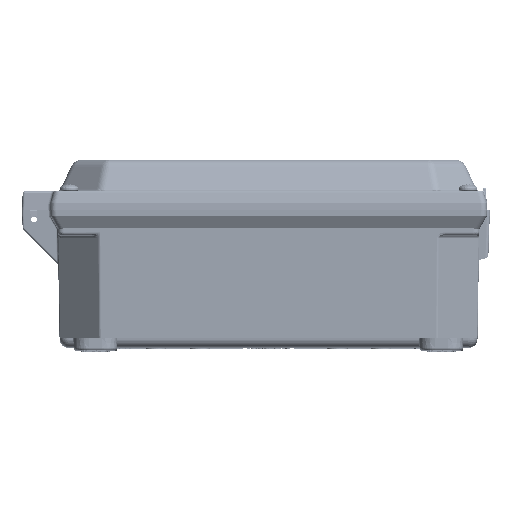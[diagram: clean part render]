
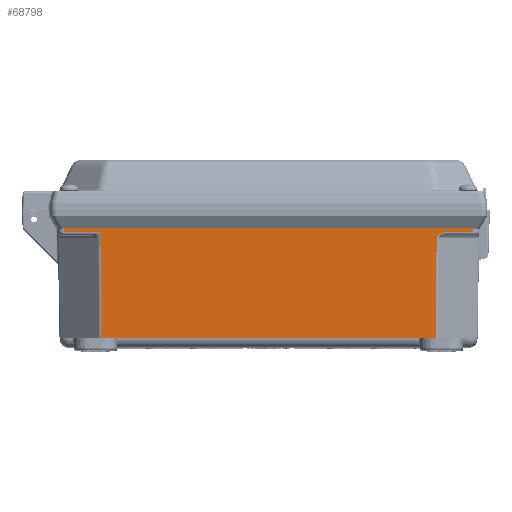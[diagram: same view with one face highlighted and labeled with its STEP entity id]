
A CAD part, top view. The second image highlights one B-rep face of the part: STEP entity #68798.
In plain terms, the highlighted planar face has unit normal (0, -0.018, 1).
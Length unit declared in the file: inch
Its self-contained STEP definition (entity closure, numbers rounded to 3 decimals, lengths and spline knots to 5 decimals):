
#3027 = CARTESIAN_POINT ( 'NONE',  ( 3.3833, -2.562, 5.06312 ) ) ;
#8669 = VECTOR ( 'NONE', #132561, 39.37008 ) ;
#9383 = CARTESIAN_POINT ( 'NONE',  ( 4.08391, -0.45208, 5.09995 ) ) ;
#11969 = FACE_OUTER_BOUND ( 'NONE', #104035, .T. ) ;
#14974 = VECTOR ( 'NONE', #101685, 39.37008 ) ;
#18593 = DIRECTION ( 'NONE',  ( 1., 0., 0. ) ) ;
#23505 = CARTESIAN_POINT ( 'NONE',  ( 3.42808, -0.45208, 5.09995 ) ) ;
#35896 = ORIENTED_EDGE ( 'NONE', *, *, #82984, .T. ) ;
#39397 = CARTESIAN_POINT ( 'NONE',  ( -3.34181, -2.562, 5.06312 ) ) ;
#41044 = CARTESIAN_POINT ( 'NONE',  ( -4.08497, -0.45208, 5.09995 ) ) ;
#41602 = CARTESIAN_POINT ( 'NONE',  ( 3.34181, -2.562, 5.06312 ) ) ;
#46193 = DIRECTION ( 'NONE',  ( 0.007, 1., 0.017 ) ) ;
#46358 = VERTEX_POINT ( 'NONE', #98907 ) ;
#48078 = EDGE_CURVE ( 'NONE', #178360, #135224, #96950, .T. ) ;
#48759 = CARTESIAN_POINT ( 'NONE',  ( 3.52939, -0.45208, 5.09995 ) ) ;
#50130 = ORIENTED_EDGE ( 'NONE', *, *, #123717, .T. ) ;
#55445 = VECTOR ( 'NONE', #76758, 39.37008 ) ;
#61299 = VECTOR ( 'NONE', #18593, 39.37008 ) ;
#62460 = LINE ( 'NONE', #77891, #190413 ) ;
#62964 = ORIENTED_EDGE ( 'NONE', *, *, #119915, .T. ) ;
#64265 = ORIENTED_EDGE ( 'NONE', *, *, #48078, .T. ) ;
#64473 = CARTESIAN_POINT ( 'NONE',  ( 4.08497, -0.45208, 5.09995 ) ) ;
#67925 = DIRECTION ( 'NONE',  ( 0., -0.017, 1. ) ) ;
#68798 = ADVANCED_FACE ( 'NONE', ( #11969 ), #160382, .T. ) ;
#69926 = CARTESIAN_POINT ( 'NONE',  ( 3.35618, -0.57392, 5.09783 ) ) ;
#72246 = VERTEX_POINT ( 'NONE', #134154 ) ;
#74563 = ORIENTED_EDGE ( 'NONE', *, *, #182494, .F. ) ;
#76758 = DIRECTION ( 'NONE',  ( -1., 0., 0. ) ) ;
#77891 = CARTESIAN_POINT ( 'NONE',  ( 3.35762, -0.37481, 5.1013 ) ) ;
#79353 = EDGE_CURVE ( 'NONE', #141051, #46358, #101316, .T. ) ;
#80780 = LINE ( 'NONE', #153297, #158064 ) ;
#81769 = LINE ( 'NONE', #162373, #159046 ) ;
#82984 = EDGE_CURVE ( 'NONE', #135224, #141051, #170773, .T. ) ;
#84659 = VERTEX_POINT ( 'NONE', #92053 ) ;
#86595 = ORIENTED_EDGE ( 'NONE', *, *, #79353, .T. ) ;
#92053 = CARTESIAN_POINT ( 'NONE',  ( -3.35706, -0.45208, 5.09995 ) ) ;
#93509 = VECTOR ( 'NONE', #105530, 39.37008 ) ;
#96950 = LINE ( 'NONE', #9383, #14974 ) ;
#98907 = CARTESIAN_POINT ( 'NONE',  ( -4.08632, -0.375, 5.1013 ) ) ;
#100997 =( BOUNDED_CURVE ( )  B_SPLINE_CURVE ( 3, ( #131363, #23505, #162401, #69926 ),
 .UNSPECIFIED., .F., .F. ) 
 B_SPLINE_CURVE_WITH_KNOTS ( ( 4, 4 ),
 ( 1.59548, 3.14882 ),
 .UNSPECIFIED. ) 
 CURVE ( )  GEOMETRIC_REPRESENTATION_ITEM ( )  RATIONAL_B_SPLINE_CURVE ( ( 1., 0.809, 0.809, 1. ) ) 
 REPRESENTATION_ITEM ( '' )  );
#101316 = LINE ( 'NONE', #107785, #55445 ) ;
#101685 = DIRECTION ( 'NONE',  ( 1., 0., 0. ) ) ;
#104035 = EDGE_LOOP ( 'NONE', ( #74563, #64265, #35896, #86595, #62964, #186421, #105947, #50130, #123173 ) ) ;
#104815 = CARTESIAN_POINT ( 'NONE',  ( -3.3823, -0.45208, 5.09995 ) ) ;
#105530 = DIRECTION ( 'NONE',  ( 0.017, 1., 0.017 ) ) ;
#105947 = ORIENTED_EDGE ( 'NONE', *, *, #166283, .T. ) ;
#107785 = CARTESIAN_POINT ( 'NONE',  ( 4.35563, -0.375, 5.1013 ) ) ;
#119915 = EDGE_CURVE ( 'NONE', #46358, #183970, #81769, .T. ) ;
#123173 = ORIENTED_EDGE ( 'NONE', *, *, #182778, .T. ) ;
#123717 = EDGE_CURVE ( 'NONE', #134292, #189713, #148246, .T. ) ;
#129343 = CARTESIAN_POINT ( 'NONE',  ( 3.3833, -0.375, 5.1013 ) ) ;
#131363 = CARTESIAN_POINT ( 'NONE',  ( 3.52939, -0.45208, 5.09995 ) ) ;
#132561 = DIRECTION ( 'NONE',  ( 1., 0., 0. ) ) ;
#134154 = CARTESIAN_POINT ( 'NONE',  ( 3.35618, -0.57392, 5.09783 ) ) ;
#134292 = VERTEX_POINT ( 'NONE', #39397 ) ;
#135224 = VERTEX_POINT ( 'NONE', #64473 ) ;
#136547 = LINE ( 'NONE', #104815, #8669 ) ;
#141051 = VERTEX_POINT ( 'NONE', #166601 ) ;
#141711 = EDGE_CURVE ( 'NONE', #183970, #84659, #136547, .T. ) ;
#148246 = LINE ( 'NONE', #3027, #61299 ) ;
#153297 = CARTESIAN_POINT ( 'NONE',  ( -3.35727, -0.42372, 5.10045 ) ) ;
#158064 = VECTOR ( 'NONE', #168847, 39.37008 ) ;
#159046 = VECTOR ( 'NONE', #177879, 39.37008 ) ;
#160382 = PLANE ( 'NONE',  #160831 ) ;
#160831 = AXIS2_PLACEMENT_3D ( 'NONE', #129343, #67925, #175886 ) ;
#162373 = CARTESIAN_POINT ( 'NONE',  ( -4.08404, -0.5053, 5.09902 ) ) ;
#162401 = CARTESIAN_POINT ( 'NONE',  ( 3.3567, -0.50229, 5.09908 ) ) ;
#166283 = EDGE_CURVE ( 'NONE', #84659, #134292, #80780, .T. ) ;
#166601 = CARTESIAN_POINT ( 'NONE',  ( 4.08632, -0.375, 5.1013 ) ) ;
#168847 = DIRECTION ( 'NONE',  ( 0.007, -1., -0.017 ) ) ;
#170773 = LINE ( 'NONE', #182439, #93509 ) ;
#175886 = DIRECTION ( 'NONE',  ( 0., -1., -0.017 ) ) ;
#177879 = DIRECTION ( 'NONE',  ( 0.017, -1., -0.017 ) ) ;
#178360 = VERTEX_POINT ( 'NONE', #48759 ) ;
#182439 = CARTESIAN_POINT ( 'NONE',  ( 4.0861, -0.38726, 5.10108 ) ) ;
#182494 = EDGE_CURVE ( 'NONE', #178360, #72246, #100997, .T. ) ;
#182778 = EDGE_CURVE ( 'NONE', #189713, #72246, #62460, .T. ) ;
#183970 = VERTEX_POINT ( 'NONE', #41044 ) ;
#186421 = ORIENTED_EDGE ( 'NONE', *, *, #141711, .T. ) ;
#189713 = VERTEX_POINT ( 'NONE', #41602 ) ;
#190413 = VECTOR ( 'NONE', #46193, 39.37008 ) ;
